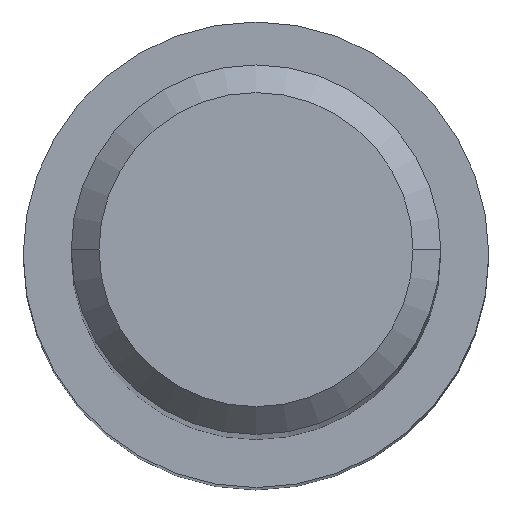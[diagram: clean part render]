
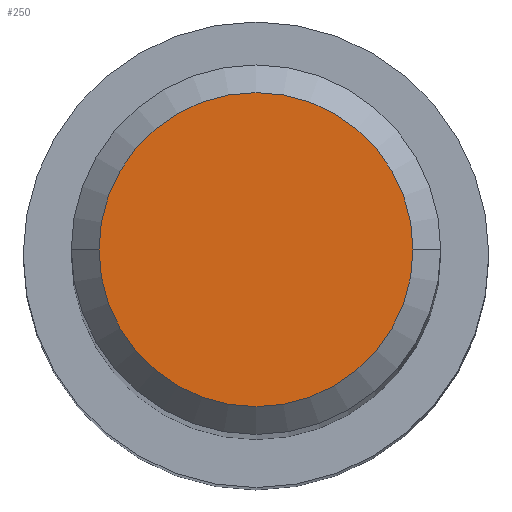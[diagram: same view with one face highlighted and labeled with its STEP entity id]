
A CAD part, top view. The second image highlights one B-rep face of the part: STEP entity #250.
In plain terms, the highlighted planar face has unit normal (0, 0, 1).
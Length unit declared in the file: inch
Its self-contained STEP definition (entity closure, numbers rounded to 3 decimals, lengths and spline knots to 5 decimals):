
#8 = VERTEX_POINT ( 'NONE', #154 ) ;
#20 = CARTESIAN_POINT ( 'NONE',  ( 0., 0., 0. ) ) ;
#34 = CIRCLE ( 'NONE', #260, 0.05312 ) ;
#56 = AXIS2_PLACEMENT_3D ( 'NONE', #339, #312, #212 ) ;
#58 = CARTESIAN_POINT ( 'NONE',  ( 0., 0., 0. ) ) ;
#100 = DIRECTION ( 'NONE',  ( 0., 0., 1. ) ) ;
#103 = DIRECTION ( 'NONE',  ( 1., 0., 0. ) ) ;
#119 = VERTEX_POINT ( 'NONE', #229 ) ;
#131 = PLANE ( 'NONE',  #56 ) ;
#134 = AXIS2_PLACEMENT_3D ( 'NONE', #58, #100, #283 ) ;
#151 = CIRCLE ( 'NONE', #134, 0.05312 ) ;
#152 = ORIENTED_EDGE ( 'NONE', *, *, #266, .T. ) ;
#154 = CARTESIAN_POINT ( 'NONE',  ( -0.05312, 0., 0. ) ) ;
#182 = EDGE_LOOP ( 'NONE', ( #152, #327 ) ) ;
#194 = EDGE_CURVE ( 'NONE', #119, #8, #151, .T. ) ;
#212 = DIRECTION ( 'NONE',  ( -1., 0., 0. ) ) ;
#229 = CARTESIAN_POINT ( 'NONE',  ( 0.05312, 0., 0. ) ) ;
#230 = DIRECTION ( 'NONE',  ( 0., 0., 1. ) ) ;
#236 = FACE_OUTER_BOUND ( 'NONE', #182, .T. ) ;
#250 = ADVANCED_FACE ( 'NONE', ( #236 ), #131, .F. ) ;
#260 = AXIS2_PLACEMENT_3D ( 'NONE', #20, #230, #103 ) ;
#266 = EDGE_CURVE ( 'NONE', #8, #119, #34, .T. ) ;
#283 = DIRECTION ( 'NONE',  ( 1., 0., 0. ) ) ;
#312 = DIRECTION ( 'NONE',  ( 0., 0., -1. ) ) ;
#327 = ORIENTED_EDGE ( 'NONE', *, *, #194, .T. ) ;
#339 = CARTESIAN_POINT ( 'NONE',  ( 0., 0., 0. ) ) ;
